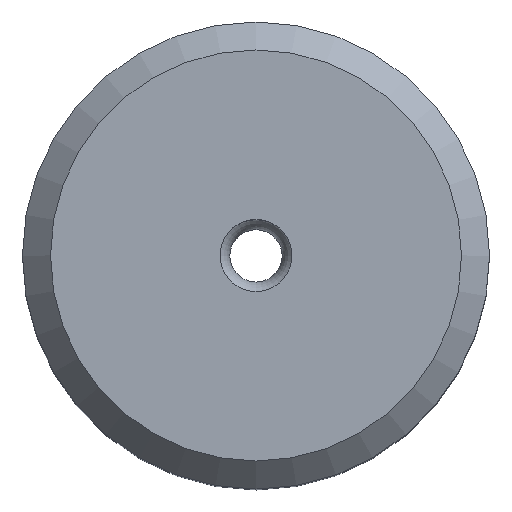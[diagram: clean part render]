
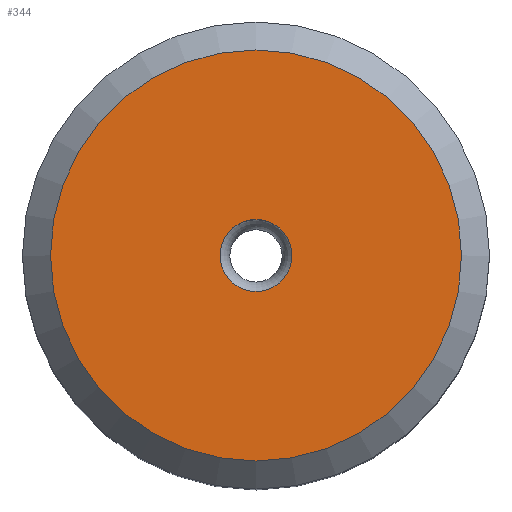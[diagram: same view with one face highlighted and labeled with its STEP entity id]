
A CAD part, top view. The second image highlights one B-rep face of the part: STEP entity #344.
In plain terms, the highlighted planar face has unit normal (0, 0, 1).
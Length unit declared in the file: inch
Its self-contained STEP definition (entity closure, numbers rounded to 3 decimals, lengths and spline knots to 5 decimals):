
#32=PLANE('',#413);
#52=FACE_BOUND('',#126,.T.);
#80=FACE_OUTER_BOUND('',#125,.T.);
#125=EDGE_LOOP('',(#265));
#126=EDGE_LOOP('',(#266));
#164=CIRCLE('',#410,0.22);
#166=CIRCLE('',#414,0.0385);
#192=VERTEX_POINT('',#598);
#194=VERTEX_POINT('',#604);
#220=EDGE_CURVE('',#192,#192,#164,.T.);
#222=EDGE_CURVE('',#194,#194,#166,.T.);
#265=ORIENTED_EDGE('',*,*,#220,.F.);
#266=ORIENTED_EDGE('',*,*,#222,.T.);
#344=ADVANCED_FACE('',(#80,#52),#32,.T.);
#410=AXIS2_PLACEMENT_3D('',#599,#501,#502);
#413=AXIS2_PLACEMENT_3D('',#603,#507,#508);
#414=AXIS2_PLACEMENT_3D('',#605,#509,#510);
#501=DIRECTION('center_axis',(0.,0.,-1.));
#502=DIRECTION('ref_axis',(-1.,0.,0.));
#507=DIRECTION('center_axis',(0.,0.,1.));
#508=DIRECTION('ref_axis',(-1.,0.,0.));
#509=DIRECTION('center_axis',(0.,0.,-1.));
#510=DIRECTION('ref_axis',(-1.,0.,0.));
#598=CARTESIAN_POINT('',(0.22,0.,1.342));
#599=CARTESIAN_POINT('Origin',(0.,0.,1.342));
#603=CARTESIAN_POINT('Origin',(0.,0.,1.342));
#604=CARTESIAN_POINT('',(0.0385,0.,1.342));
#605=CARTESIAN_POINT('Origin',(0.,0.,1.342));
